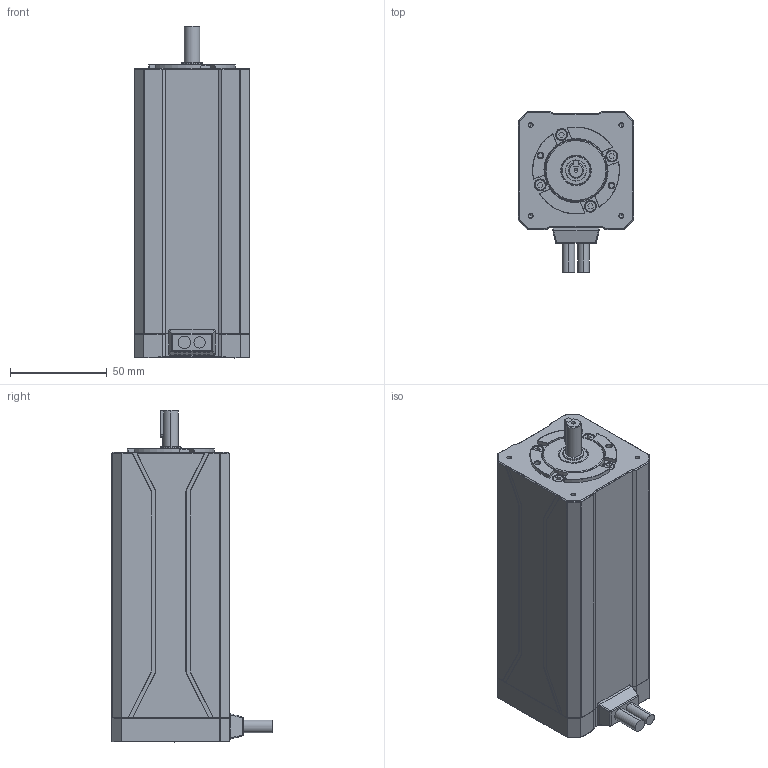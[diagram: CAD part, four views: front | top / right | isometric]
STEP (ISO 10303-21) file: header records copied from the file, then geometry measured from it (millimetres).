
FILE_DESCRIPTION (( 'STEP AP203' ), '1' );
FILE_NAME ('RM-TS-16-1-05-2-A0028-HT1-C-C07185力控伺服拧紧系统.STEP', '2024-10-17T03:16:59', ( '微软用户' ), ( '中国微软' ), 'SwSTEP 2.0', 'SolidWorks 2019', '' );
FILE_SCHEMA (( 'CONFIG_CONTROL_DESIGN' ));
Length unit declared in the file: millimetre
Products named in the file (11): 电机及传感器过渡法兰; 禳踡換雄粣; 内六角圆柱头螺钉M3×14配弹垫; ˫ͷSR; 种隊3x6; 盄裔-邧SR遴; 3x3x14; 萇儂郪璃_1; RM-TS-16-1-05-2-A0028-HT1-C-C07185力控伺服拧紧系统; 内六角圆柱头螺钉M3×8配弹垫; 俋褲-邧SR遴
Assembly tree (17 placements, depth 3):
  RM-TS-16-1-05-2-A0028-HT1-C-C07185力控伺服拧紧系统
    俋褲-邧SR遴
    萇儂郪璃_1
      禳踡換雄粣
      电机及传感器过渡法兰
      3x3x14
      种隊3x6
    内六角圆柱头螺钉M3×8配弹垫  x4
    ˫ͷSR
    盄裔-邧SR遴
    内六角圆柱头螺钉M3×14配弹垫  x4
    种隊3x6
Bounding box: 60 x 83.05 x 172 mm (x, y, z)
Volume: 538039.5 mm3; surface area: 67633 mm2
Topology: 24 solids, 24 shells, 1046 faces, 2473 edges, 1503 vertices
Faces by surface type: cylinder 451, plane 295, bspline 197, cone 89, torus 14
Entity records: 29401 total; most frequent: CARTESIAN_POINT 8297, ORIENTED_EDGE 4182, DIRECTION 4151, EDGE_CURVE 2091, AXIS2_PLACEMENT_3D 1617, VERTEX_POINT 1291, EDGE_LOOP 954, VECTOR 917
